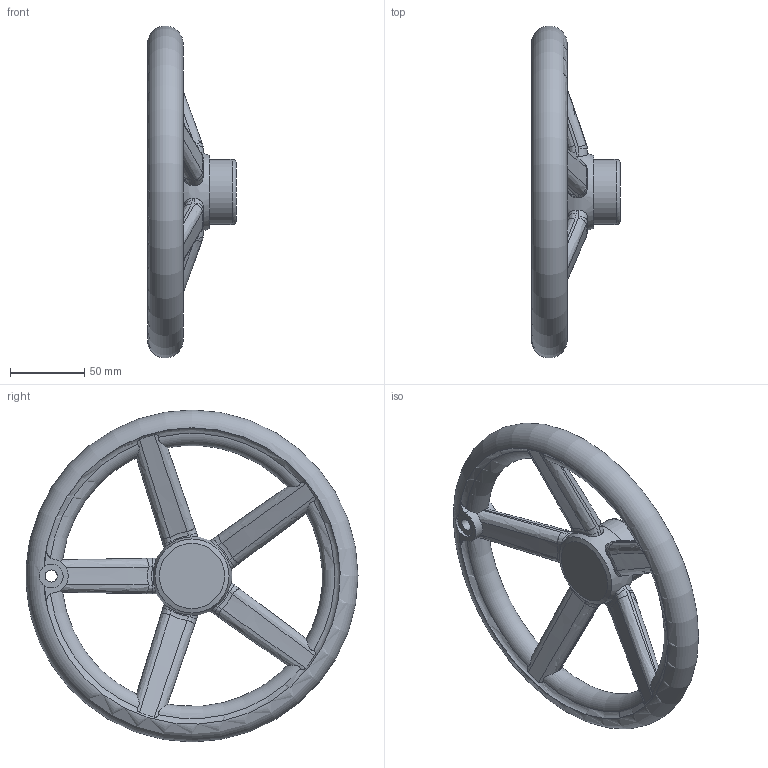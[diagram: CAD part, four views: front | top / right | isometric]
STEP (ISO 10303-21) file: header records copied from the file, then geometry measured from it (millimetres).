
FILE_DESCRIPTION(/* description */ (''),/* implementation_level */ '2;1');
FILE_NAME(/* name */ 'P_224_N.dxf',/* time_stamp */ '2012-11-23T17:23:57+08:00',/* author */ (''),/* organization */ (''),/* preprocessor_version */ 'ST-DEVELOPER v9',/* originating_system */ 'UGS - NX 4.0',/* authorisation */ '');
FILE_SCHEMA (('CONFIG_CONTROL_DESIGN'));
Length unit declared in the file: millimetre
Products named in the file (1): AdmiE53Fxors
Bounding box: 60 x 223.98 x 223.98 mm (x, y, z)
Volume: 423542.6 mm3; surface area: 75429.2 mm2
Topology: 1 solids, 1 shells, 131 faces, 380 edges, 245 vertices
Faces by surface type: bspline 41, cylinder 36, plane 28, torus 15, cone 11
Full cylindrical faces by diameter (mm): 8.2 x1, 16.1 x1, 44 x1
Entity records: 5414 total; most frequent: CARTESIAN_POINT 2462, ORIENTED_EDGE 730, DIRECTION 416, EDGE_CURVE 365, VERTEX_POINT 239, B_SPLINE_CURVE_WITH_KNOTS 222, AXIS2_PLACEMENT_3D 182, EDGE_LOOP 146
